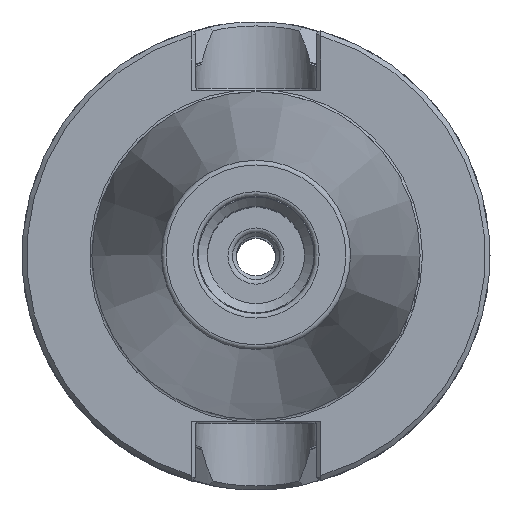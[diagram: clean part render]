
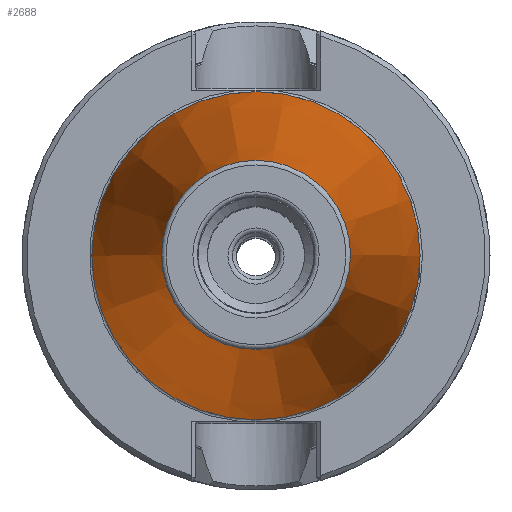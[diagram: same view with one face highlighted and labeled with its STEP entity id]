
A CAD part, top view. The second image highlights one B-rep face of the part: STEP entity #2688.
In plain terms, the highlighted conical face has half-angle 8.297 degrees and reference radius 20.204 mm.
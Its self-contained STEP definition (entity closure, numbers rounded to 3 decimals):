
#262=CONICAL_SURFACE('',#2876,20.204,0.145);
#572=ORIENTED_EDGE('',*,*,#739,.T.);
#573=ORIENTED_EDGE('',*,*,#878,.F.);
#739=EDGE_CURVE('',#961,#961,#1131,.T.);
#878=EDGE_CURVE('',#1052,#1052,#1168,.T.);
#961=VERTEX_POINT('',#3596);
#1052=VERTEX_POINT('',#4133);
#1131=CIRCLE('',#2781,35.065);
#1168=CIRCLE('',#2875,20.204);
#1306=EDGE_LOOP('',(#572));
#1307=EDGE_LOOP('',(#573));
#1518=FACE_BOUND('',#1306,.T.);
#1519=FACE_BOUND('',#1307,.T.);
#2688=ADVANCED_FACE('',(#1518,#1519),#262,.T.);
#2781=AXIS2_PLACEMENT_3D('',#3595,#3043,#3044);
#2875=AXIS2_PLACEMENT_3D('',#4132,#3287,#3288);
#2876=AXIS2_PLACEMENT_3D('',#4134,#3289,#3290);
#3043=DIRECTION('',(0.,0.,1.));
#3044=DIRECTION('',(1.,0.,0.));
#3287=DIRECTION('',(0.,0.,1.));
#3288=DIRECTION('',(1.,0.,0.));
#3289=DIRECTION('',(0.,0.,-1.));
#3290=DIRECTION('',(-1.,0.,0.));
#3595=CARTESIAN_POINT('',(0.,0.,-0.963));
#3596=CARTESIAN_POINT('',(35.065,0.,-0.963));
#4132=CARTESIAN_POINT('',(0.,0.,100.944));
#4133=CARTESIAN_POINT('',(20.204,0.,100.944));
#4134=CARTESIAN_POINT('',(0.,0.,100.944));
